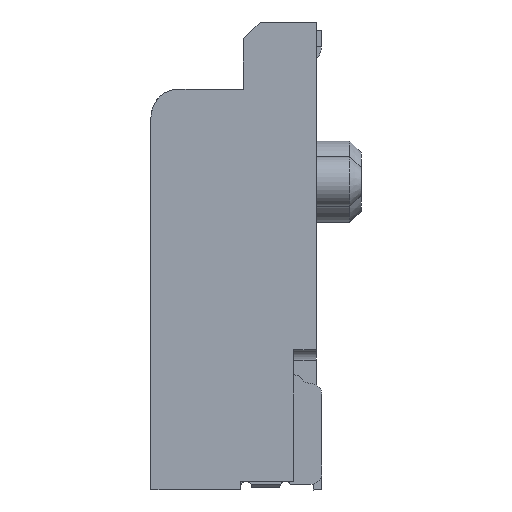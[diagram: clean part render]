
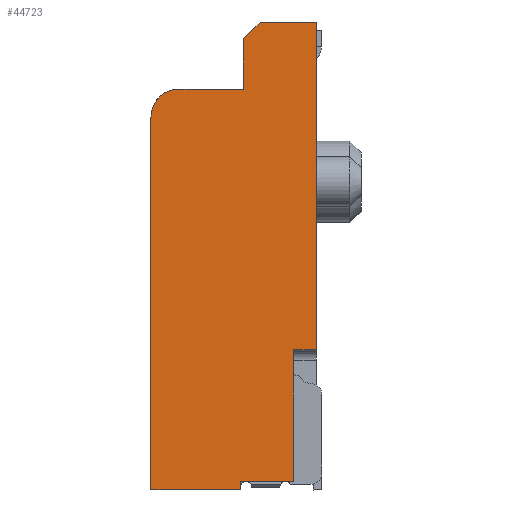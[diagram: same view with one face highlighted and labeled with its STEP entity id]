
A CAD part, left-side view. The second image highlights one B-rep face of the part: STEP entity #44723.
In plain terms, the highlighted planar face has unit normal (1, 0, 0).
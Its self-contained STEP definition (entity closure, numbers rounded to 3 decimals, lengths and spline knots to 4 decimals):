
#208=DIRECTION('',(0.,-1.,0.));
#209=VECTOR('',#208,0.4);
#210=CARTESIAN_POINT('',(-11.4291,-1.0279,
-1.675));
#211=LINE('',#210,#209);
#220=DIRECTION('',(0.,-1.,0.));
#221=VECTOR('',#220,0.95);
#222=CARTESIAN_POINT('',(-11.4291,-0.0779,-4.025));
#223=LINE('',#222,#221);
#224=DIRECTION('',(0.,0.,1.));
#225=VECTOR('',#224,2.35);
#226=CARTESIAN_POINT('',(-11.4291,-1.0279,
-4.025));
#227=LINE('',#226,#225);
#228=DIRECTION('',(0.,0.,1.));
#229=VECTOR('',#228,5.85);
#230=CARTESIAN_POINT('',(-11.4291,-1.4279,-1.675));
#231=LINE('',#230,#229);
#232=DIRECTION('',(0.,1.,0.));
#233=VECTOR('',#232,1.);
#234=CARTESIAN_POINT('',(-11.4291,-1.4279,4.175));
#235=LINE('',#234,#233);
#236=DIRECTION('',(0.,0.707,-0.707));
#237=VECTOR('',#236,0.4243);
#238=CARTESIAN_POINT('',(-11.4291,-0.4279,4.175));
#239=LINE('',#238,#237);
#240=DIRECTION('',(0.,0.,-1.));
#241=VECTOR('',#240,0.9);
#242=CARTESIAN_POINT('',(-11.4291,-0.1279,3.875));
#243=LINE('',#242,#241);
#244=DIRECTION('',(0.,1.,0.));
#245=VECTOR('',#244,1.15);
#246=CARTESIAN_POINT('',(-11.4291,-0.1279,2.975));
#247=LINE('',#246,#245);
#248=CARTESIAN_POINT('',(-11.4291,1.0221,2.475));
#249=DIRECTION('',(-1.,0.,0.));
#250=DIRECTION('',(0.,0.,1.));
#251=AXIS2_PLACEMENT_3D('',#248,#249,#250);
#253=DIRECTION('',(0.,0.,-1.));
#254=VECTOR('',#253,6.65);
#255=CARTESIAN_POINT('',(-11.4291,1.5221,2.475));
#256=LINE('',#255,#254);
#257=DIRECTION('',(0.,-1.,0.));
#258=VECTOR('',#257,1.6);
#259=CARTESIAN_POINT('',(-11.4291,1.5221,-4.175));
#260=LINE('',#259,#258);
#5058=DIRECTION('',(0.,0.,-1.));
#5059=VECTOR('',#5058,0.15);
#5060=CARTESIAN_POINT('',(-11.4291,-0.0779,-4.025));
#5061=LINE('',#5060,#5059);
#36002=CARTESIAN_POINT('',(-11.4291,-0.1279,3.875));
#36004=VERTEX_POINT('',#36002);
#36028=CARTESIAN_POINT('',(-11.4291,-0.1279,2.975));
#36029=VERTEX_POINT('',#36028);
#36042=CARTESIAN_POINT('',(-11.4291,-1.0279,
-4.025));
#36044=VERTEX_POINT('',#36042);
#36046=CARTESIAN_POINT('',(-11.4291,-1.0279,
-1.675));
#36047=VERTEX_POINT('',#36046);
#36098=CARTESIAN_POINT('',(-11.4291,-0.0779,
-4.025));
#36099=VERTEX_POINT('',#36098);
#36110=CARTESIAN_POINT('',(-11.4291,1.5221,-4.175));
#36111=VERTEX_POINT('',#36110);
#36112=CARTESIAN_POINT('',(-11.4291,1.5221,2.475));
#36113=VERTEX_POINT('',#36112);
#36145=CARTESIAN_POINT('',(-11.4291,-0.0779,-4.175));
#36146=VERTEX_POINT('',#36145);
#36327=CARTESIAN_POINT('',(-11.4291,-1.4279,4.175));
#36328=VERTEX_POINT('',#36327);
#36329=CARTESIAN_POINT('',(-11.4291,-1.4279,-1.675));
#36330=VERTEX_POINT('',#36329);
#36379=CARTESIAN_POINT('',(-11.4291,-0.4279,4.175));
#36380=VERTEX_POINT('',#36379);
#36395=CARTESIAN_POINT('',(-11.4291,1.0221,
2.975));
#36396=VERTEX_POINT('',#36395);
#44694=CARTESIAN_POINT('',(-11.4291,0.0471,0.));
#44695=DIRECTION('',(1.,0.,0.));
#44696=DIRECTION('',(0.,0.,1.));
#44697=AXIS2_PLACEMENT_3D('',#44694,#44695,#44696);
#44698=PLANE('',#44697);
#44700=ORIENTED_EDGE('',*,*,#44699,.T.);
#44702=ORIENTED_EDGE('',*,*,#44701,.T.);
#44703=ORIENTED_EDGE('',*,*,#44685,.T.);
#44704=ORIENTED_EDGE('',*,*,#44586,.T.);
#44706=ORIENTED_EDGE('',*,*,#44705,.T.);
#44708=ORIENTED_EDGE('',*,*,#44707,.T.);
#44710=ORIENTED_EDGE('',*,*,#44709,.T.);
#44712=ORIENTED_EDGE('',*,*,#44711,.T.);
#44714=ORIENTED_EDGE('',*,*,#44713,.T.);
#44716=ORIENTED_EDGE('',*,*,#44715,.T.);
#44718=ORIENTED_EDGE('',*,*,#44717,.T.);
#44720=ORIENTED_EDGE('',*,*,#44719,.F.);
#44721=EDGE_LOOP('',(#44700,#44702,#44703,#44704,#44706,#44708,#44710,#44712,
#44714,#44716,#44718,#44720));
#44722=FACE_OUTER_BOUND('',#44721,.F.);
#252=CIRCLE('',#251,0.5);
#44586=EDGE_CURVE('',#36330,#36328,#231,.T.);
#44685=EDGE_CURVE('',#36047,#36330,#211,.T.);
#44699=EDGE_CURVE('',#36099,#36044,#223,.T.);
#44701=EDGE_CURVE('',#36044,#36047,#227,.T.);
#44705=EDGE_CURVE('',#36328,#36380,#235,.T.);
#44707=EDGE_CURVE('',#36380,#36004,#239,.T.);
#44709=EDGE_CURVE('',#36004,#36029,#243,.T.);
#44711=EDGE_CURVE('',#36029,#36396,#247,.T.);
#44713=EDGE_CURVE('',#36396,#36113,#252,.T.);
#44715=EDGE_CURVE('',#36113,#36111,#256,.T.);
#44717=EDGE_CURVE('',#36111,#36146,#260,.T.);
#44719=EDGE_CURVE('',#36099,#36146,#5061,.T.);
#44723=ADVANCED_FACE('',(#44722),#44698,.T.);
